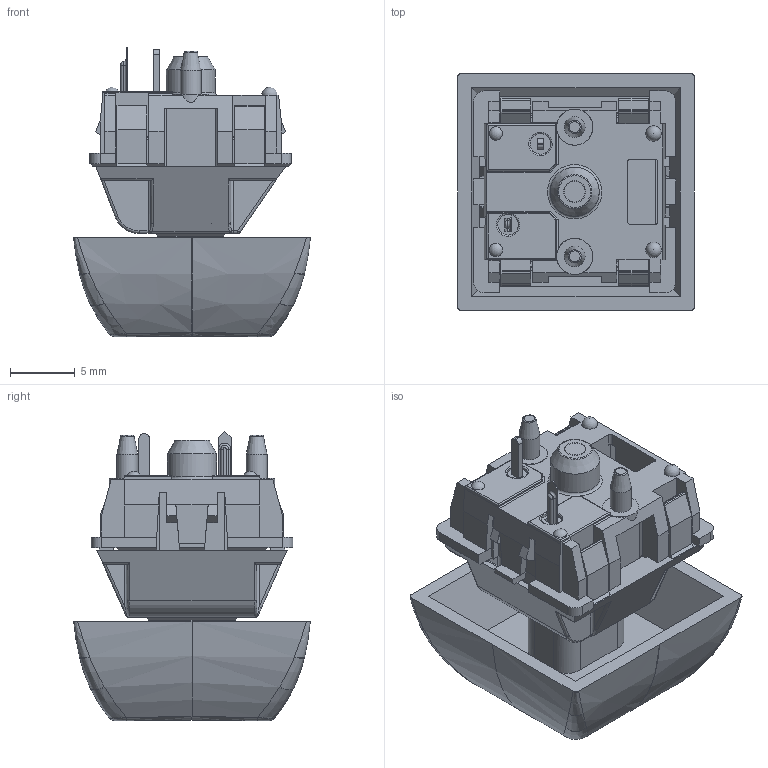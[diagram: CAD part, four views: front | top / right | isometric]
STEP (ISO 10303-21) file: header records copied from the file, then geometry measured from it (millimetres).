
FILE_DESCRIPTION(/* description */ (''),/* implementation_level */ '2;1');
FILE_NAME(/* name */ 'CherryMXDSA.step',/* time_stamp */ '2020-09-02T10:32:06+02:00',/* author */ (''),/* organization */ (''),/* preprocessor_version */ 'ST-DEVELOPER v18.1',/* originating_system */ 'Autodesk Translation Framework v9.3.0.1241',/* authorisation */ '');
FILE_SCHEMA (('AUTOMOTIVE_DESIGN { 1 0 10303 214 3 1 1 }'));
Products named in the file (8): asm_mx_asm_PCB; MX_DOWN; MX_UP; UP_MX; MX_PIN; MX_SPRING; MX_CLICK; DSA_Keycap_CherryMX v1
Assembly tree (7 placements, depth 2):
  asm_mx_asm_PCB
    MX_DOWN
    MX_UP
    UP_MX
    MX_PIN
    MX_SPRING
    MX_CLICK
    DSA_Keycap_CherryMX v1
Bounding box: 18.32 x 18.3 x 22.39 mm (x, y, z)
Volume: 2174.4 mm3; surface area: 4633.8 mm2
Topology: 8 solids, 8 shells, 995 faces, 2621 edges, 1657 vertices
Faces by surface type: plane 608, cylinder 243, bspline 84, torus 28, sphere 26, cone 6
Full cylindrical faces by diameter (mm): 1.2 x1, 1.6 x5, 2 x1, 2.6 x1, 3.2 x1, 3.8 x1, 4.8 x1
Entity records: 47912 total; most frequent: CARTESIAN_POINT 23275, ORIENTED_EDGE 5238, DIRECTION 4856, EDGE_CURVE 2619, LINE 1912, VECTOR 1912, VERTEX_POINT 1657, AXIS2_PLACEMENT_3D 1472
